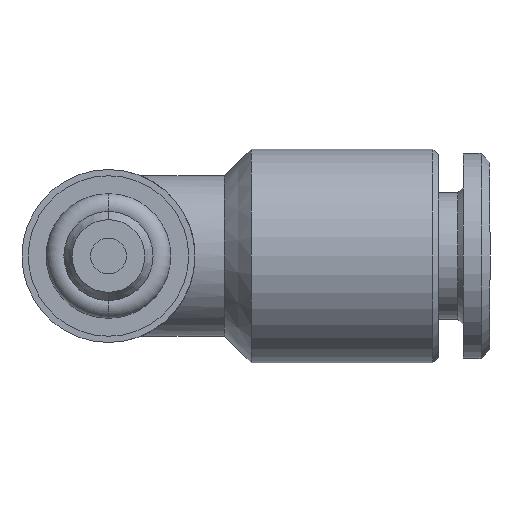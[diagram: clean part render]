
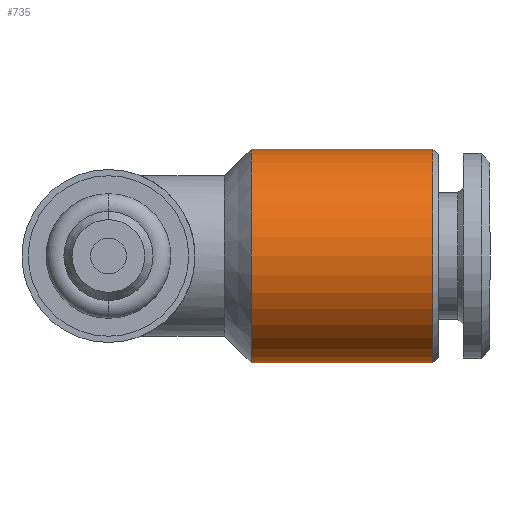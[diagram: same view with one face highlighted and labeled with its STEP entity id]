
A CAD part, front view. The second image highlights one B-rep face of the part: STEP entity #735.
In plain terms, the highlighted cylindrical face has radius 6 mm (diameter 12 mm), a partial arc.
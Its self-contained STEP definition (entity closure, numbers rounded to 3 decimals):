
#113 = VERTEX_POINT ( 'NONE', #3023 ) ;
#197 = VERTEX_POINT ( 'NONE', #1293 ) ;
#316 = VERTEX_POINT ( 'NONE', #1543 ) ;
#329 = VERTEX_POINT ( 'NONE', #1571 ) ;
#331 = EDGE_CURVE ( 'NONE', #329, #197, #1457, .T. ) ;
#332 = EDGE_CURVE ( 'NONE', #316, #113, #1452, .T. ) ;
#521 = ORIENTED_EDGE ( 'NONE', *, *, #1147, .F. ) ;
#734 = EDGE_CURVE ( 'NONE', #316, #329, #2370, .T. ) ;
#735 = ADVANCED_FACE ( 'NONE', ( #2371 ), #2328, .T. ) ;
#736 = EDGE_LOOP ( 'NONE', ( #737, #857, #858, #521 ) ) ;
#737 = ORIENTED_EDGE ( 'NONE', *, *, #332, .F. ) ;
#857 = ORIENTED_EDGE ( 'NONE', *, *, #734, .T. ) ;
#858 = ORIENTED_EDGE ( 'NONE', *, *, #331, .T. ) ;
#1147 = EDGE_CURVE ( 'NONE', #113, #197, #2818, .T. ) ;
#1293 = CARTESIAN_POINT ( 'NONE',  ( 8., 12., 6. ) ) ;
#1449 = DIRECTION ( 'NONE',  ( -1., 0., 0. ) ) ;
#1450 = VECTOR ( 'NONE', #1449, 1000. ) ;
#1451 = CARTESIAN_POINT ( 'NONE',  ( -5.577, 12., -6. ) ) ;
#1452 = LINE ( 'NONE', #1451, #1450 ) ;
#1454 = DIRECTION ( 'NONE',  ( -1., 0., 0. ) ) ;
#1455 = VECTOR ( 'NONE', #1454, 1000. ) ;
#1456 = CARTESIAN_POINT ( 'NONE',  ( -5.577, 12., 6. ) ) ;
#1457 = LINE ( 'NONE', #1456, #1455 ) ;
#1543 = CARTESIAN_POINT ( 'NONE',  ( 18.2, 12., -6. ) ) ;
#1571 = CARTESIAN_POINT ( 'NONE',  ( 18.2, 12., 6. ) ) ;
#2327 = DIRECTION ( 'NONE',  ( 0., 0., 1. ) ) ;
#2328 = CYLINDRICAL_SURFACE ( 'NONE', #2409, 6. ) ;
#2329 = DIRECTION ( 'NONE',  ( 0., 0., 1. ) ) ;
#2330 = DIRECTION ( 'NONE',  ( -1., 0., 0. ) ) ;
#2331 = CARTESIAN_POINT ( 'NONE',  ( 18.2, 12., 0. ) ) ;
#2332 = AXIS2_PLACEMENT_3D ( 'NONE', #2331, #2330, #2329 ) ;
#2370 = CIRCLE ( 'NONE', #2332, 6. ) ;
#2371 = FACE_OUTER_BOUND ( 'NONE', #736, .T. ) ;
#2407 = DIRECTION ( 'NONE',  ( -1., 0., 0. ) ) ;
#2408 = CARTESIAN_POINT ( 'NONE',  ( -5.577, 12., 0. ) ) ;
#2409 = AXIS2_PLACEMENT_3D ( 'NONE', #2408, #2407, #2327 ) ;
#2733 = AXIS2_PLACEMENT_3D ( 'NONE', #2766, #2784, #2787 ) ;
#2766 = CARTESIAN_POINT ( 'NONE',  ( 8., 12., 0. ) ) ;
#2784 = DIRECTION ( 'NONE',  ( -1., 0., 0. ) ) ;
#2787 = DIRECTION ( 'NONE',  ( 0., 0., 1. ) ) ;
#2818 = CIRCLE ( 'NONE', #2733, 6. ) ;
#3023 = CARTESIAN_POINT ( 'NONE',  ( 8., 12., -6. ) ) ;
